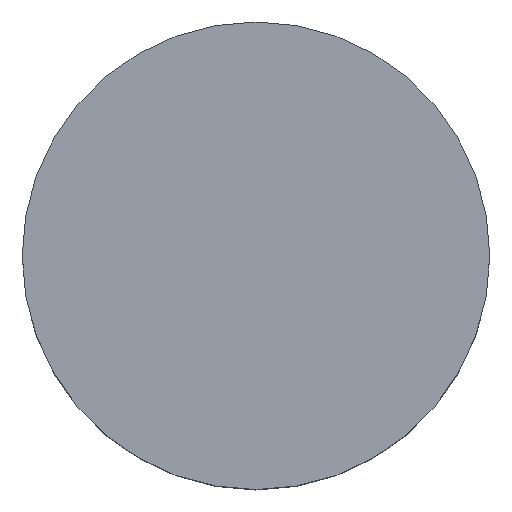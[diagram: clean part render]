
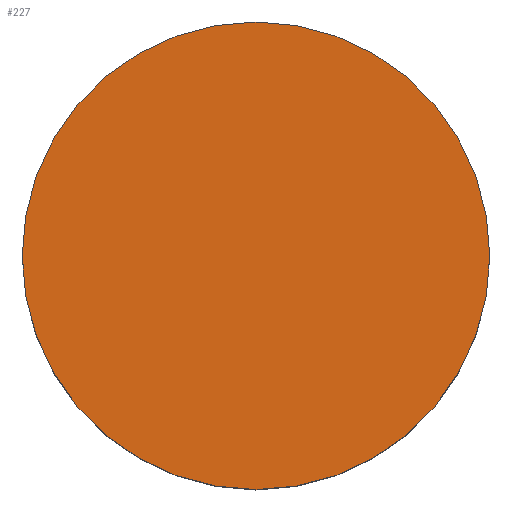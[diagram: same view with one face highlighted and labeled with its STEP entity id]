
A CAD part, top view. The second image highlights one B-rep face of the part: STEP entity #227.
In plain terms, the highlighted planar face has unit normal (0, 0, 1).
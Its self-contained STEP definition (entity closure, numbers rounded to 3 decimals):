
#16 = EDGE_LOOP ( 'NONE', ( #183, #210 ) ) ;
#33 = PLANE ( 'NONE',  #95 ) ;
#34 = DIRECTION ( 'NONE',  ( 0., 0., 1. ) ) ;
#44 = VERTEX_POINT ( 'NONE', #110 ) ;
#45 = CIRCLE ( 'NONE', #355, 3. ) ;
#72 = FACE_OUTER_BOUND ( 'NONE', #16, .T. ) ;
#74 = CARTESIAN_POINT ( 'NONE',  ( 0., 0., 0. ) ) ;
#95 = AXIS2_PLACEMENT_3D ( 'NONE', #74, #234, #124 ) ;
#107 = DIRECTION ( 'NONE',  ( 1., 0., 0. ) ) ;
#110 = CARTESIAN_POINT ( 'NONE',  ( 3., 0., 0. ) ) ;
#115 = CARTESIAN_POINT ( 'NONE',  ( 0., 0., 0. ) ) ;
#121 = DIRECTION ( 'NONE',  ( 1., 0., 0. ) ) ;
#124 = DIRECTION ( 'NONE',  ( 1., 0., 0. ) ) ;
#160 = CARTESIAN_POINT ( 'NONE',  ( 0., 0., 0. ) ) ;
#183 = ORIENTED_EDGE ( 'NONE', *, *, #196, .T. ) ;
#196 = EDGE_CURVE ( 'NONE', #44, #217, #261, .T. ) ;
#197 = DIRECTION ( 'NONE',  ( 0., 0., 1. ) ) ;
#199 = EDGE_CURVE ( 'NONE', #217, #44, #45, .T. ) ;
#210 = ORIENTED_EDGE ( 'NONE', *, *, #199, .T. ) ;
#217 = VERTEX_POINT ( 'NONE', #247 ) ;
#227 = ADVANCED_FACE ( 'NONE', ( #72 ), #33, .T. ) ;
#231 = AXIS2_PLACEMENT_3D ( 'NONE', #115, #197, #107 ) ;
#234 = DIRECTION ( 'NONE',  ( 0., 0., 1. ) ) ;
#247 = CARTESIAN_POINT ( 'NONE',  ( -3., 0., 0. ) ) ;
#261 = CIRCLE ( 'NONE', #231, 3. ) ;
#355 = AXIS2_PLACEMENT_3D ( 'NONE', #160, #34, #121 ) ;
